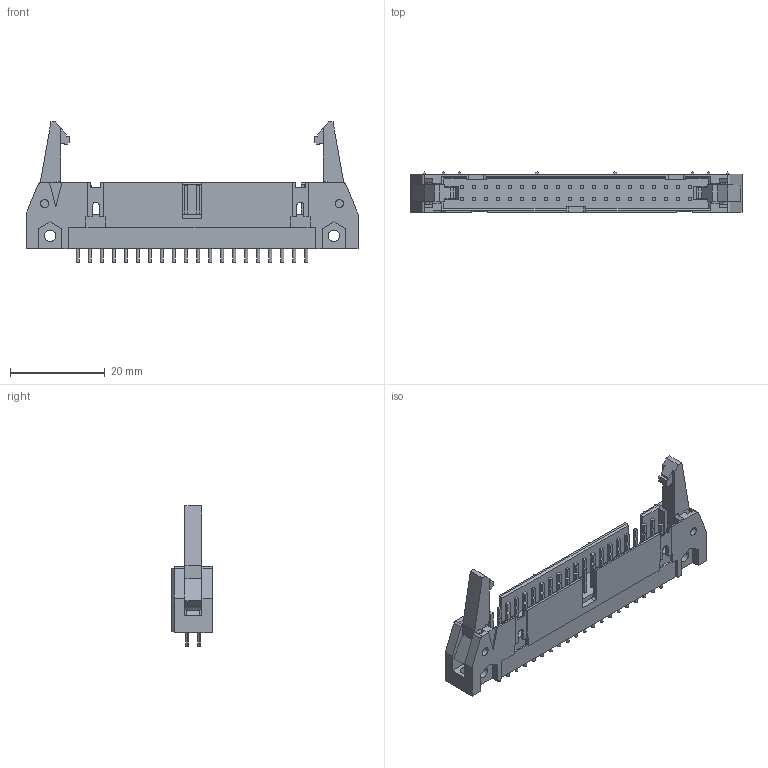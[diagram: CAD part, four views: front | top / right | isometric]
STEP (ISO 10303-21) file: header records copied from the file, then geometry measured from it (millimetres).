
FILE_DESCRIPTION((''),'2;1');
FILE_NAME('C-5499922-9','2019-03-07T07:27:44',('workeradm'),('TE Connectivity Ltd.'),'CREO PARAMETRIC BY PTC INC, 2018190','CREO PARAMETRIC BY PTC INC, 2018190','');
FILE_SCHEMA(('AUTOMOTIVE_DESIGN { 1 0 10303 214 1 1 1 1 }'));
Length unit declared in the file: millimetre
Products named in the file (1): C-5499922-9
Bounding box: 70.1 x 8.53 x 29.59 mm (x, y, z)
Volume: 5020.2 mm3; surface area: 5941.4 mm2
Topology: 1 solids, 1 shells, 602 faces, 1542 edges, 1016 vertices
Faces by surface type: plane 464, cylinder 130, sphere 8
Entity records: 18158 total; most frequent: CARTESIAN_POINT 3154, ORIENTED_EDGE 3068, DIRECTION 3038, EDGE_CURVE 1534, VECTOR 1234, LINE 1234, VERTEX_POINT 1016, AXIS2_PLACEMENT_3D 902
